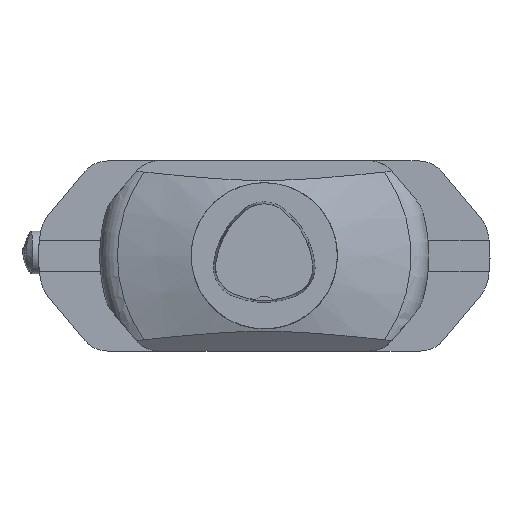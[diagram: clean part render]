
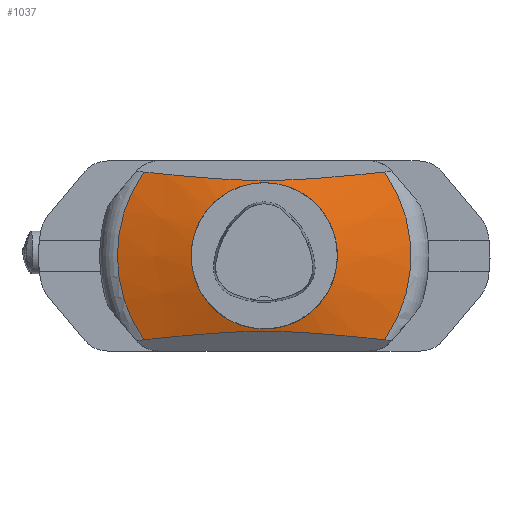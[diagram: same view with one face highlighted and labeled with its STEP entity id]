
A CAD part, top view. The second image highlights one B-rep face of the part: STEP entity #1037.
In plain terms, the highlighted conical face has half-angle 72 degrees and reference radius 39.992 mm.
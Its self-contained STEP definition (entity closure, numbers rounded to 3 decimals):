
#782=CONICAL_SURFACE('',#9670,39.993,72.);
#807=FACE_BOUND('',#2338,.T.);
#808=FACE_BOUND('',#2339,.T.);
#995=B_SPLINE_CURVE_WITH_KNOTS('',3,(#13220,#13221,#13222,#13223,#13224,
#13225,#13226,#13227,#13228,#13229,#13230,#13231),.UNSPECIFIED.,.F.,.F.,
(4,2,2,2,2,4),(0.,0.25,0.375,0.5,0.75,1.),.UNSPECIFIED.);
#996=B_SPLINE_CURVE_WITH_KNOTS('',3,(#13232,#13233,#13234,#13235,#13236,
#13237,#13238,#13239,#13240,#13241,#13242,#13243),.UNSPECIFIED.,.F.,.F.,
(4,2,2,2,2,4),(0.,0.25,0.375,0.5,0.75,1.),.UNSPECIFIED.);
#1037=ADVANCED_FACE('',(#807,#808),#782,.T.);
#2338=EDGE_LOOP('',(#3257));
#2339=EDGE_LOOP('',(#3258,#3259,#3260,#3261));
#2918=CIRCLE('',#9663,80.326);
#2920=CIRCLE('',#9666,80.326);
#2922=CIRCLE('',#9669,39.993);
#3257=ORIENTED_EDGE('',*,*,#6664,.T.);
#3258=ORIENTED_EDGE('',*,*,#6665,.F.);
#3259=ORIENTED_EDGE('',*,*,#6644,.T.);
#3260=ORIENTED_EDGE('',*,*,#6666,.F.);
#3261=ORIENTED_EDGE('',*,*,#6656,.T.);
#5781=VERTEX_POINT('',#13113);
#5782=VERTEX_POINT('',#13114);
#5793=VERTEX_POINT('',#13175);
#5794=VERTEX_POINT('',#13177);
#5801=VERTEX_POINT('',#13219);
#6644=EDGE_CURVE('',#5781,#5782,#2918,.T.);
#6656=EDGE_CURVE('',#5794,#5793,#2920,.T.);
#6664=EDGE_CURVE('',#5801,#5801,#2922,.T.);
#6665=EDGE_CURVE('',#5781,#5793,#995,.T.);
#6666=EDGE_CURVE('',#5794,#5782,#996,.T.);
#9663=AXIS2_PLACEMENT_3D('',#13112,#10528,#10529);
#9666=AXIS2_PLACEMENT_3D('',#13176,#10534,#10535);
#9669=AXIS2_PLACEMENT_3D('',#13218,#10540,#10541);
#9670=AXIS2_PLACEMENT_3D('',#13244,#10542,#10543);
#10528=DIRECTION('',(0.,0.,1.));
#10529=DIRECTION('',(-1.,0.,0.));
#10534=DIRECTION('',(0.,0.,1.));
#10535=DIRECTION('',(-1.,0.,0.));
#10540=DIRECTION('',(0.,0.,-1.));
#10541=DIRECTION('',(-1.,0.,0.));
#10542=DIRECTION('',(0.,0.,-1.));
#10543=DIRECTION('',(-1.,0.,0.));
#13112=CARTESIAN_POINT('',(0.,0.,-43.205));
#13113=CARTESIAN_POINT('',(65.929,-45.887,-43.205));
#13114=CARTESIAN_POINT('',(65.929,45.887,-43.205));
#13175=CARTESIAN_POINT('',(-65.929,-45.887,-43.205));
#13176=CARTESIAN_POINT('',(0.,0.,-43.205));
#13177=CARTESIAN_POINT('',(-65.929,45.887,-43.205));
#13218=CARTESIAN_POINT('',(0.,0.,-30.1));
#13219=CARTESIAN_POINT('',(-39.993,0.,-30.1));
#13220=CARTESIAN_POINT('',(65.929,-45.887,-43.205));
#13221=CARTESIAN_POINT('',(55.085,-44.758,-40.104));
#13222=CARTESIAN_POINT('',(44.209,-43.673,-37.122));
#13223=CARTESIAN_POINT('',(27.679,-42.352,-33.491));
#13224=CARTESIAN_POINT('',(22.13,-41.965,-32.43));
#13225=CARTESIAN_POINT('',(10.875,-41.415,-30.918));
#13226=CARTESIAN_POINT('',(5.106,-41.259,-30.488));
#13227=CARTESIAN_POINT('',(-11.853,-41.289,-30.571));
#13228=CARTESIAN_POINT('',(-22.807,-41.956,-32.403));
#13229=CARTESIAN_POINT('',(-44.488,-43.702,-37.202));
#13230=CARTESIAN_POINT('',(-55.221,-44.772,-40.142));
#13231=CARTESIAN_POINT('',(-65.929,-45.887,-43.205));
#13232=CARTESIAN_POINT('',(-65.929,45.887,-43.205));
#13233=CARTESIAN_POINT('',(-55.085,44.758,-40.104));
#13234=CARTESIAN_POINT('',(-44.209,43.673,-37.122));
#13235=CARTESIAN_POINT('',(-27.679,42.352,-33.491));
#13236=CARTESIAN_POINT('',(-22.13,41.965,-32.43));
#13237=CARTESIAN_POINT('',(-10.875,41.415,-30.918));
#13238=CARTESIAN_POINT('',(-5.106,41.259,-30.488));
#13239=CARTESIAN_POINT('',(11.853,41.289,-30.571));
#13240=CARTESIAN_POINT('',(22.807,41.956,-32.403));
#13241=CARTESIAN_POINT('',(44.488,43.702,-37.202));
#13242=CARTESIAN_POINT('',(55.221,44.772,-40.142));
#13243=CARTESIAN_POINT('',(65.929,45.887,-43.205));
#13244=CARTESIAN_POINT('',(0.,0.,-30.1));
